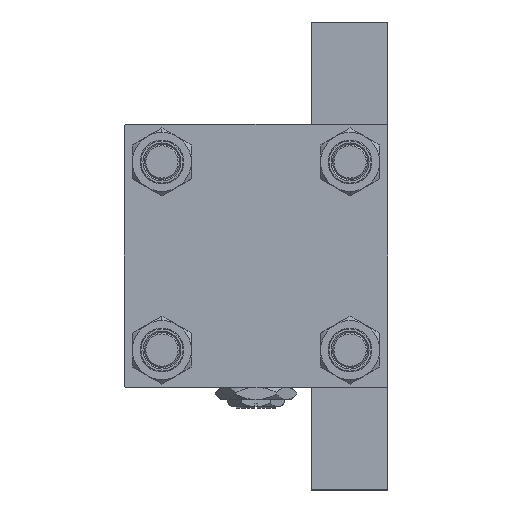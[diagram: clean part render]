
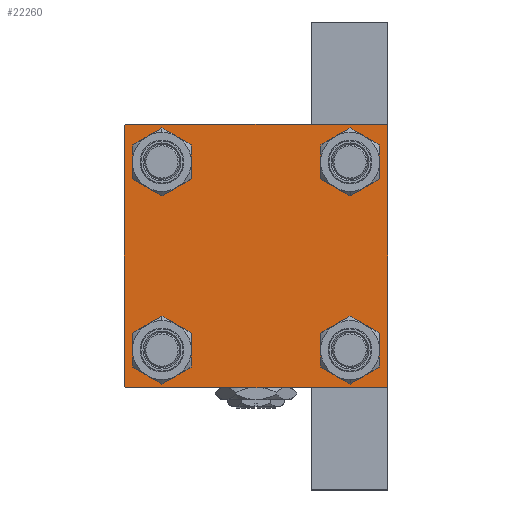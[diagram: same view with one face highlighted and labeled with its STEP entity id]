
A CAD part, left-side view. The second image highlights one B-rep face of the part: STEP entity #22260.
In plain terms, the highlighted planar face has unit normal (-1, 0, 0).
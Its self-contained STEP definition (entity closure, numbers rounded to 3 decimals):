
#1601 = EDGE_CURVE ( 'NONE', #46758, #20607, #14966, .T. ) ;
#2284 = CARTESIAN_POINT ( 'NONE',  ( 0., -44.75, 44.75 ) ) ;
#2591 = DIRECTION ( 'NONE',  ( 0., 0., 1. ) ) ;
#3128 = DIRECTION ( 'NONE',  ( 0., 0., 1. ) ) ;
#3415 = DIRECTION ( 'NONE',  ( 0., 0., 1. ) ) ;
#3450 = CIRCLE ( 'NONE', #28964, 6.5 ) ;
#3850 = EDGE_CURVE ( 'NONE', #20837, #45168, #25130, .T. ) ;
#4216 = CIRCLE ( 'NONE', #35629, 6.5 ) ;
#4784 = VERTEX_POINT ( 'NONE', #38972 ) ;
#5127 = LINE ( 'NONE', #21345, #43372 ) ;
#5353 = DIRECTION ( 'NONE',  ( 0., -1., 0. ) ) ;
#5392 = DIRECTION ( 'NONE',  ( 0., 0.707, -0.707 ) ) ;
#5537 = ORIENTED_EDGE ( 'NONE', *, *, #13497, .T. ) ;
#6248 = CARTESIAN_POINT ( 'NONE',  ( 0., 32.15, -25.65 ) ) ;
#6402 = VECTOR ( 'NONE', #46577, 1000. ) ;
#7381 = FACE_OUTER_BOUND ( 'NONE', #24247, .T. ) ;
#7436 = EDGE_CURVE ( 'NONE', #17275, #43298, #35820, .T. ) ;
#7578 = AXIS2_PLACEMENT_3D ( 'NONE', #14603, #23082, #3128 ) ;
#7612 = CARTESIAN_POINT ( 'NONE',  ( 0., 32.15, -32.15 ) ) ;
#7640 = VECTOR ( 'NONE', #46694, 1000. ) ;
#8707 = EDGE_CURVE ( 'NONE', #45168, #20837, #40059, .T. ) ;
#9254 = CARTESIAN_POINT ( 'NONE',  ( 0., 32.15, 32.15 ) ) ;
#9351 = CARTESIAN_POINT ( 'NONE',  ( 0., -32.15, 38.65 ) ) ;
#9492 = VERTEX_POINT ( 'NONE', #46866 ) ;
#9664 = LINE ( 'NONE', #25862, #6402 ) ;
#9933 = CARTESIAN_POINT ( 'NONE',  ( 0., -32.15, -25.65 ) ) ;
#10654 = ORIENTED_EDGE ( 'NONE', *, *, #27916, .T. ) ;
#11111 = FACE_BOUND ( 'NONE', #37149, .T. ) ;
#11927 = EDGE_CURVE ( 'NONE', #28024, #38519, #42849, .T. ) ;
#12040 = AXIS2_PLACEMENT_3D ( 'NONE', #23441, #44170, #36470 ) ;
#12427 = ORIENTED_EDGE ( 'NONE', *, *, #1601, .T. ) ;
#12878 = DIRECTION ( 'NONE',  ( 0., 0., 1. ) ) ;
#12896 = AXIS2_PLACEMENT_3D ( 'NONE', #7612, #52259, #23824 ) ;
#13497 = EDGE_CURVE ( 'NONE', #43298, #17275, #4216, .T. ) ;
#14603 = CARTESIAN_POINT ( 'NONE',  ( 0., 0., 0. ) ) ;
#14613 = CARTESIAN_POINT ( 'NONE',  ( 0., 44.5, 45. ) ) ;
#14751 = CARTESIAN_POINT ( 'NONE',  ( 0., 44.5, -45. ) ) ;
#14941 = DIRECTION ( 'NONE',  ( 0., 0., -1. ) ) ;
#14966 = LINE ( 'NONE', #39911, #28237 ) ;
#15629 = FACE_BOUND ( 'NONE', #46245, .T. ) ;
#16347 = VERTEX_POINT ( 'NONE', #14751 ) ;
#16946 = EDGE_CURVE ( 'NONE', #4784, #9492, #35637, .T. ) ;
#16988 = VECTOR ( 'NONE', #18007, 1000. ) ;
#17275 = VERTEX_POINT ( 'NONE', #6248 ) ;
#17920 = CARTESIAN_POINT ( 'NONE',  ( 0., -32.15, -32.15 ) ) ;
#18007 = DIRECTION ( 'NONE',  ( 0., 0.707, 0.707 ) ) ;
#18355 = EDGE_CURVE ( 'NONE', #38519, #28024, #3450, .T. ) ;
#18516 = CARTESIAN_POINT ( 'NONE',  ( 0., -45., 45. ) ) ;
#18564 = ORIENTED_EDGE ( 'NONE', *, *, #30918, .T. ) ;
#19438 = CARTESIAN_POINT ( 'NONE',  ( 0., 45., 45. ) ) ;
#20408 = CARTESIAN_POINT ( 'NONE',  ( 0., 45., 44.5 ) ) ;
#20607 = VERTEX_POINT ( 'NONE', #31649 ) ;
#20837 = VERTEX_POINT ( 'NONE', #23350 ) ;
#21345 = CARTESIAN_POINT ( 'NONE',  ( 0., 44.75, 44.75 ) ) ;
#21773 = AXIS2_PLACEMENT_3D ( 'NONE', #49313, #32555, #49039 ) ;
#22260 = ADVANCED_FACE ( 'NONE', ( #15629, #11111, #43541, #34793, #7381 ), #27329, .T. ) ;
#22340 = DIRECTION ( 'NONE',  ( 1., 0., 0. ) ) ;
#23079 = CARTESIAN_POINT ( 'NONE',  ( 0., 44.75, -44.75 ) ) ;
#23082 = DIRECTION ( 'NONE',  ( -1., 0., 0. ) ) ;
#23139 = EDGE_CURVE ( 'NONE', #9492, #4784, #37280, .T. ) ;
#23350 = CARTESIAN_POINT ( 'NONE',  ( 0., -32.15, 25.65 ) ) ;
#23441 = CARTESIAN_POINT ( 'NONE',  ( 0., -32.15, 32.15 ) ) ;
#23509 = VERTEX_POINT ( 'NONE', #33896 ) ;
#23602 = CARTESIAN_POINT ( 'NONE',  ( 0., -32.15, -32.15 ) ) ;
#23824 = DIRECTION ( 'NONE',  ( 0., 0., 1. ) ) ;
#23929 = ORIENTED_EDGE ( 'NONE', *, *, #16946, .T. ) ;
#23984 = CARTESIAN_POINT ( 'NONE',  ( 0., -44.5, 45. ) ) ;
#24247 = EDGE_LOOP ( 'NONE', ( #10654, #18564, #37190, #12427, #36335, #48078, #51047, #28471 ) ) ;
#24441 = VERTEX_POINT ( 'NONE', #14613 ) ;
#24754 = VECTOR ( 'NONE', #14941, 1000. ) ;
#24853 = EDGE_CURVE ( 'NONE', #23509, #20607, #30988, .T. ) ;
#25130 = CIRCLE ( 'NONE', #21773, 6.5 ) ;
#25380 = ORIENTED_EDGE ( 'NONE', *, *, #11927, .T. ) ;
#25811 = CARTESIAN_POINT ( 'NONE',  ( 0., 45., -45. ) ) ;
#25862 = CARTESIAN_POINT ( 'NONE',  ( 0., 45., 45. ) ) ;
#26213 = LINE ( 'NONE', #2284, #16988 ) ;
#26234 = DIRECTION ( 'NONE',  ( 1., 0., 0. ) ) ;
#26321 = CARTESIAN_POINT ( 'NONE',  ( 0., 32.15, -32.15 ) ) ;
#27056 = VECTOR ( 'NONE', #51519, 1000. ) ;
#27165 = EDGE_CURVE ( 'NONE', #24441, #41626, #5127, .T. ) ;
#27329 = PLANE ( 'NONE',  #7578 ) ;
#27550 = EDGE_LOOP ( 'NONE', ( #23929, #39914 ) ) ;
#27916 = EDGE_CURVE ( 'NONE', #41626, #33022, #35402, .T. ) ;
#28024 = VERTEX_POINT ( 'NONE', #28723 ) ;
#28237 = VECTOR ( 'NONE', #39132, 1000. ) ;
#28471 = ORIENTED_EDGE ( 'NONE', *, *, #27165, .T. ) ;
#28723 = CARTESIAN_POINT ( 'NONE',  ( 0., -32.15, -38.65 ) ) ;
#28855 = EDGE_CURVE ( 'NONE', #16347, #46758, #37244, .T. ) ;
#28964 = AXIS2_PLACEMENT_3D ( 'NONE', #17920, #33605, #12878 ) ;
#30562 = DIRECTION ( 'NONE',  ( 0., 0., 1. ) ) ;
#30918 = EDGE_CURVE ( 'NONE', #33022, #16347, #43271, .T. ) ;
#30988 = LINE ( 'NONE', #18516, #7640 ) ;
#31538 = CARTESIAN_POINT ( 'NONE',  ( 0., 32.15, 32.15 ) ) ;
#31649 = CARTESIAN_POINT ( 'NONE',  ( 0., -45., -44.5 ) ) ;
#32555 = DIRECTION ( 'NONE',  ( 1., 0., 0. ) ) ;
#33022 = VERTEX_POINT ( 'NONE', #42757 ) ;
#33605 = DIRECTION ( 'NONE',  ( 1., 0., 0. ) ) ;
#33896 = CARTESIAN_POINT ( 'NONE',  ( 0., -45., 44.5 ) ) ;
#33990 = AXIS2_PLACEMENT_3D ( 'NONE', #31538, #35539, #2591 ) ;
#34793 = FACE_BOUND ( 'NONE', #27550, .T. ) ;
#35402 = LINE ( 'NONE', #19438, #24754 ) ;
#35539 = DIRECTION ( 'NONE',  ( 1., 0., 0. ) ) ;
#35629 = AXIS2_PLACEMENT_3D ( 'NONE', #26321, #22340, #30562 ) ;
#35637 = CIRCLE ( 'NONE', #33990, 6.5 ) ;
#35820 = CIRCLE ( 'NONE', #12896, 6.5 ) ;
#36335 = ORIENTED_EDGE ( 'NONE', *, *, #24853, .F. ) ;
#36470 = DIRECTION ( 'NONE',  ( 0., 0., 1. ) ) ;
#37149 = EDGE_LOOP ( 'NONE', ( #46799, #25380 ) ) ;
#37190 = ORIENTED_EDGE ( 'NONE', *, *, #28855, .T. ) ;
#37244 = LINE ( 'NONE', #25811, #48489 ) ;
#37280 = CIRCLE ( 'NONE', #45782, 6.5 ) ;
#37677 = CARTESIAN_POINT ( 'NONE',  ( 0., -44.5, -45. ) ) ;
#38519 = VERTEX_POINT ( 'NONE', #9933 ) ;
#38736 = VERTEX_POINT ( 'NONE', #23984 ) ;
#38972 = CARTESIAN_POINT ( 'NONE',  ( 0., 32.15, 38.65 ) ) ;
#39132 = DIRECTION ( 'NONE',  ( 0., -0.707, 0.707 ) ) ;
#39911 = CARTESIAN_POINT ( 'NONE',  ( 0., -44.75, -44.75 ) ) ;
#39914 = ORIENTED_EDGE ( 'NONE', *, *, #23139, .T. ) ;
#40059 = CIRCLE ( 'NONE', #12040, 6.5 ) ;
#41626 = VERTEX_POINT ( 'NONE', #20408 ) ;
#42437 = DIRECTION ( 'NONE',  ( 0., 0., 1. ) ) ;
#42757 = CARTESIAN_POINT ( 'NONE',  ( 0., 45., -44.5 ) ) ;
#42849 = CIRCLE ( 'NONE', #44561, 6.5 ) ;
#43271 = LINE ( 'NONE', #23079, #27056 ) ;
#43298 = VERTEX_POINT ( 'NONE', #43365 ) ;
#43365 = CARTESIAN_POINT ( 'NONE',  ( 0., 32.15, -38.65 ) ) ;
#43372 = VECTOR ( 'NONE', #5392, 1000. ) ;
#43541 = FACE_BOUND ( 'NONE', #49843, .T. ) ;
#44170 = DIRECTION ( 'NONE',  ( 1., 0., 0. ) ) ;
#44561 = AXIS2_PLACEMENT_3D ( 'NONE', #23602, #51284, #3415 ) ;
#45168 = VERTEX_POINT ( 'NONE', #9351 ) ;
#45782 = AXIS2_PLACEMENT_3D ( 'NONE', #9254, #26234, #42437 ) ;
#46201 = ORIENTED_EDGE ( 'NONE', *, *, #7436, .T. ) ;
#46245 = EDGE_LOOP ( 'NONE', ( #50933, #47591 ) ) ;
#46577 = DIRECTION ( 'NONE',  ( 0., -1., 0. ) ) ;
#46694 = DIRECTION ( 'NONE',  ( 0., 0., -1. ) ) ;
#46758 = VERTEX_POINT ( 'NONE', #37677 ) ;
#46799 = ORIENTED_EDGE ( 'NONE', *, *, #18355, .T. ) ;
#46866 = CARTESIAN_POINT ( 'NONE',  ( 0., 32.15, 25.65 ) ) ;
#47591 = ORIENTED_EDGE ( 'NONE', *, *, #3850, .T. ) ;
#48078 = ORIENTED_EDGE ( 'NONE', *, *, #49148, .T. ) ;
#48489 = VECTOR ( 'NONE', #5353, 1000. ) ;
#49039 = DIRECTION ( 'NONE',  ( 0., 0., 1. ) ) ;
#49148 = EDGE_CURVE ( 'NONE', #23509, #38736, #26213, .T. ) ;
#49313 = CARTESIAN_POINT ( 'NONE',  ( 0., -32.15, 32.15 ) ) ;
#49843 = EDGE_LOOP ( 'NONE', ( #46201, #5537 ) ) ;
#50933 = ORIENTED_EDGE ( 'NONE', *, *, #8707, .T. ) ;
#51047 = ORIENTED_EDGE ( 'NONE', *, *, #51907, .F. ) ;
#51284 = DIRECTION ( 'NONE',  ( 1., 0., 0. ) ) ;
#51519 = DIRECTION ( 'NONE',  ( 0., -0.707, -0.707 ) ) ;
#51907 = EDGE_CURVE ( 'NONE', #24441, #38736, #9664, .T. ) ;
#52259 = DIRECTION ( 'NONE',  ( 1., 0., 0. ) ) ;
